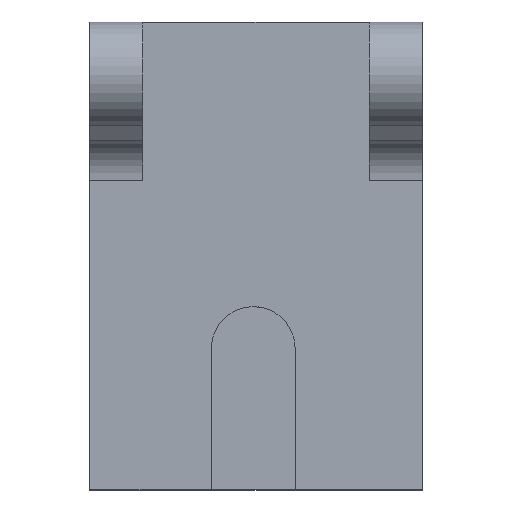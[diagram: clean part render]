
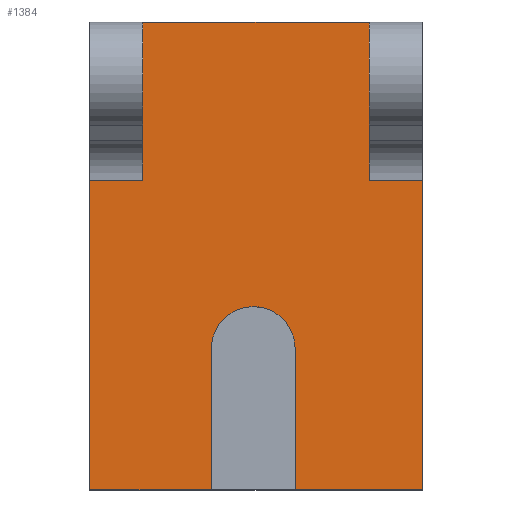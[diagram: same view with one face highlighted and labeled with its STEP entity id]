
A CAD part, top view. The second image highlights one B-rep face of the part: STEP entity #1384.
In plain terms, the highlighted planar face has unit normal (0, 0, 1).
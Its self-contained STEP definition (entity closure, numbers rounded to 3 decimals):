
#18=B_SPLINE_CURVE_WITH_KNOTS('',3,(#1928,#1929,#1930,#1931,#1932,#1933,
#1934,#1935),.UNSPECIFIED.,.F.,.F.,(4,2,2,4),(0.,0.333,0.744,
1.),.UNSPECIFIED.);
#19=B_SPLINE_CURVE_WITH_KNOTS('',3,(#1939,#1940,#1941,#1942,#1943,#1944,
#1945,#1946,#1947,#1948,#1949,#1950,#1951,#1952,#1953,#1954,#1955,#1956),
 .UNSPECIFIED.,.F.,.F.,(4,2,2,2,2,2,2,2,4),(0.,0.169,0.333,
0.436,0.5,0.564,0.667,
0.831,1.),.UNSPECIFIED.);
#20=B_SPLINE_CURVE_WITH_KNOTS('',3,(#1960,#1961,#1962,#1963,#1964,#1965,
#1966,#1967),.UNSPECIFIED.,.F.,.F.,(4,2,2,4),(0.,0.256,0.667,
1.),.UNSPECIFIED.);
#32=PLANE('',#1461);
#93=FACE_OUTER_BOUND('',#163,.T.);
#163=EDGE_LOOP('',(#981,#982,#983,#984,#985,#986,#987,#988,#989,#990,#991,
#992,#993,#994,#995,#996));
#237=LINE('',#1903,#421);
#240=LINE('',#1913,#424);
#241=LINE('',#1916,#425);
#242=LINE('',#1918,#426);
#243=LINE('',#1920,#427);
#244=LINE('',#1922,#428);
#245=LINE('',#1924,#429);
#246=LINE('',#1926,#430);
#247=LINE('',#1969,#431);
#248=LINE('',#1971,#432);
#249=LINE('',#1972,#433);
#421=VECTOR('',#1553,10.);
#424=VECTOR('',#1564,10.);
#425=VECTOR('',#1567,10.);
#426=VECTOR('',#1568,10.);
#427=VECTOR('',#1569,10.);
#428=VECTOR('',#1570,10.);
#429=VECTOR('',#1571,10.);
#430=VECTOR('',#1572,10.);
#431=VECTOR('',#1577,10.);
#432=VECTOR('',#1578,10.);
#433=VECTOR('',#1579,10.);
#606=CIRCLE('',#1462,3.938);
#607=CIRCLE('',#1463,3.938);
#622=VERTEX_POINT('',#1899);
#623=VERTEX_POINT('',#1901);
#626=VERTEX_POINT('',#1911);
#627=VERTEX_POINT('',#1915);
#628=VERTEX_POINT('',#1917);
#629=VERTEX_POINT('',#1919);
#630=VERTEX_POINT('',#1921);
#631=VERTEX_POINT('',#1923);
#632=VERTEX_POINT('',#1925);
#633=VERTEX_POINT('',#1927);
#634=VERTEX_POINT('',#1936);
#635=VERTEX_POINT('',#1938);
#636=VERTEX_POINT('',#1957);
#637=VERTEX_POINT('',#1959);
#638=VERTEX_POINT('',#1968);
#639=VERTEX_POINT('',#1970);
#762=EDGE_CURVE('',#623,#622,#237,.T.);
#767=EDGE_CURVE('',#623,#626,#240,.T.);
#768=EDGE_CURVE('',#626,#627,#241,.T.);
#769=EDGE_CURVE('',#627,#628,#242,.T.);
#770=EDGE_CURVE('',#628,#629,#243,.T.);
#771=EDGE_CURVE('',#629,#630,#244,.T.);
#772=EDGE_CURVE('',#630,#631,#245,.T.);
#773=EDGE_CURVE('',#631,#632,#246,.T.);
#774=EDGE_CURVE('',#632,#633,#18,.T.);
#775=EDGE_CURVE('',#633,#634,#606,.T.);
#776=EDGE_CURVE('',#634,#635,#19,.T.);
#777=EDGE_CURVE('',#635,#636,#607,.T.);
#778=EDGE_CURVE('',#636,#637,#20,.T.);
#779=EDGE_CURVE('',#637,#638,#247,.T.);
#780=EDGE_CURVE('',#638,#639,#248,.T.);
#781=EDGE_CURVE('',#639,#622,#249,.T.);
#981=ORIENTED_EDGE('',*,*,#762,.F.);
#982=ORIENTED_EDGE('',*,*,#767,.T.);
#983=ORIENTED_EDGE('',*,*,#768,.T.);
#984=ORIENTED_EDGE('',*,*,#769,.T.);
#985=ORIENTED_EDGE('',*,*,#770,.T.);
#986=ORIENTED_EDGE('',*,*,#771,.T.);
#987=ORIENTED_EDGE('',*,*,#772,.T.);
#988=ORIENTED_EDGE('',*,*,#773,.T.);
#989=ORIENTED_EDGE('',*,*,#774,.T.);
#990=ORIENTED_EDGE('',*,*,#775,.T.);
#991=ORIENTED_EDGE('',*,*,#776,.T.);
#992=ORIENTED_EDGE('',*,*,#777,.T.);
#993=ORIENTED_EDGE('',*,*,#778,.T.);
#994=ORIENTED_EDGE('',*,*,#779,.T.);
#995=ORIENTED_EDGE('',*,*,#780,.T.);
#996=ORIENTED_EDGE('',*,*,#781,.T.);
#1384=ADVANCED_FACE('',(#93),#32,.T.);
#1461=AXIS2_PLACEMENT_3D('',#1914,#1565,#1566);
#1462=AXIS2_PLACEMENT_3D('',#1937,#1573,#1574);
#1463=AXIS2_PLACEMENT_3D('',#1958,#1575,#1576);
#1553=DIRECTION('',(1.,0.,0.));
#1564=DIRECTION('',(0.,1.,0.));
#1565=DIRECTION('center_axis',(0.,0.,1.));
#1566=DIRECTION('ref_axis',(1.,0.,0.));
#1567=DIRECTION('',(-1.,0.,0.));
#1568=DIRECTION('',(0.,-1.,0.));
#1569=DIRECTION('',(-1.,0.,0.));
#1570=DIRECTION('',(0.,-1.,0.));
#1571=DIRECTION('',(1.,0.,0.));
#1572=DIRECTION('',(0.,1.,0.));
#1573=DIRECTION('center_axis',(0.,0.,-1.));
#1574=DIRECTION('ref_axis',(-0.354,0.935,0.));
#1575=DIRECTION('center_axis',(0.,0.,-1.));
#1576=DIRECTION('ref_axis',(0.935,0.354,0.));
#1577=DIRECTION('',(0.,-1.,0.));
#1578=DIRECTION('',(1.,0.,0.));
#1579=DIRECTION('',(0.,1.,0.));
#1899=CARTESIAN_POINT('',(29.3,27.058,24.2));
#1901=CARTESIAN_POINT('',(24.3,27.058,24.2));
#1903=CARTESIAN_POINT('',(29.3,27.058,24.2));
#1911=CARTESIAN_POINT('',(24.3,42.,24.2));
#1913=CARTESIAN_POINT('',(24.3,27.265,24.2));
#1914=CARTESIAN_POINT('Origin',(13.65,20.,24.2));
#1915=CARTESIAN_POINT('',(3.,42.,24.2));
#1916=CARTESIAN_POINT('',(29.3,42.,24.2));
#1917=CARTESIAN_POINT('',(3.,27.058,24.2));
#1918=CARTESIAN_POINT('',(3.,27.265,24.2));
#1919=CARTESIAN_POINT('',(-2.,27.058,24.2));
#1920=CARTESIAN_POINT('',(-2.,27.058,24.2));
#1921=CARTESIAN_POINT('',(-2.,-2.,24.2));
#1922=CARTESIAN_POINT('',(-2.,42.,24.2));
#1923=CARTESIAN_POINT('',(9.451,-2.,24.2));
#1924=CARTESIAN_POINT('',(-2.,-2.,24.2));
#1925=CARTESIAN_POINT('',(9.449,11.277,24.2));
#1926=CARTESIAN_POINT('',(9.449,9.,24.2));
#1927=CARTESIAN_POINT('',(9.708,12.671,24.2));
#1928=CARTESIAN_POINT('Ctrl Pts',(9.449,11.277,24.2));
#1929=CARTESIAN_POINT('Ctrl Pts',(9.449,11.435,24.2));
#1930=CARTESIAN_POINT('Ctrl Pts',(9.458,11.594,24.2));
#1931=CARTESIAN_POINT('Ctrl Pts',(9.502,11.944,24.2));
#1932=CARTESIAN_POINT('Ctrl Pts',(9.541,12.135,24.2));
#1933=CARTESIAN_POINT('Ctrl Pts',(9.627,12.441,24.2));
#1934=CARTESIAN_POINT('Ctrl Pts',(9.665,12.557,24.2));
#1935=CARTESIAN_POINT('Ctrl Pts',(9.708,12.671,24.2));
#1936=CARTESIAN_POINT('',(11.996,14.959,24.2));
#1937=CARTESIAN_POINT('Origin',(13.39,11.277,24.2));
#1938=CARTESIAN_POINT('',(14.785,14.959,24.2));
#1939=CARTESIAN_POINT('Ctrl Pts',(11.996,14.959,24.2));
#1940=CARTESIAN_POINT('Ctrl Pts',(12.146,15.016,24.2));
#1941=CARTESIAN_POINT('Ctrl Pts',(12.3,15.064,24.2));
#1942=CARTESIAN_POINT('Ctrl Pts',(12.607,15.141,24.2));
#1943=CARTESIAN_POINT('Ctrl Pts',(12.761,15.169,24.2));
#1944=CARTESIAN_POINT('Ctrl Pts',(13.012,15.201,24.2));
#1945=CARTESIAN_POINT('Ctrl Pts',(13.109,15.209,24.2));
#1946=CARTESIAN_POINT('Ctrl Pts',(13.268,15.217,24.2));
#1947=CARTESIAN_POINT('Ctrl Pts',(13.329,15.218,24.2));
#1948=CARTESIAN_POINT('Ctrl Pts',(13.451,15.218,24.2));
#1949=CARTESIAN_POINT('Ctrl Pts',(13.512,15.217,24.2));
#1950=CARTESIAN_POINT('Ctrl Pts',(13.67,15.209,24.2));
#1951=CARTESIAN_POINT('Ctrl Pts',(13.768,15.201,24.2));
#1952=CARTESIAN_POINT('Ctrl Pts',(14.019,15.17,24.2));
#1953=CARTESIAN_POINT('Ctrl Pts',(14.172,15.141,24.2));
#1954=CARTESIAN_POINT('Ctrl Pts',(14.48,15.064,24.2));
#1955=CARTESIAN_POINT('Ctrl Pts',(14.634,15.016,24.2));
#1956=CARTESIAN_POINT('Ctrl Pts',(14.785,14.959,24.2));
#1957=CARTESIAN_POINT('',(17.073,12.671,24.2));
#1958=CARTESIAN_POINT('Origin',(13.39,11.277,24.2));
#1959=CARTESIAN_POINT('',(17.332,11.277,24.2));
#1960=CARTESIAN_POINT('Ctrl Pts',(17.073,12.671,24.2));
#1961=CARTESIAN_POINT('Ctrl Pts',(17.116,12.557,24.2));
#1962=CARTESIAN_POINT('Ctrl Pts',(17.154,12.441,24.2));
#1963=CARTESIAN_POINT('Ctrl Pts',(17.24,12.135,24.2));
#1964=CARTESIAN_POINT('Ctrl Pts',(17.279,11.944,24.2));
#1965=CARTESIAN_POINT('Ctrl Pts',(17.322,11.594,24.2));
#1966=CARTESIAN_POINT('Ctrl Pts',(17.332,11.435,24.2));
#1967=CARTESIAN_POINT('Ctrl Pts',(17.332,11.277,24.2));
#1968=CARTESIAN_POINT('',(17.33,-2.,24.2));
#1969=CARTESIAN_POINT('',(17.333,15.638,24.2));
#1970=CARTESIAN_POINT('',(29.3,-2.,24.2));
#1971=CARTESIAN_POINT('',(-2.,-2.,24.2));
#1972=CARTESIAN_POINT('',(29.3,-2.,24.2));
